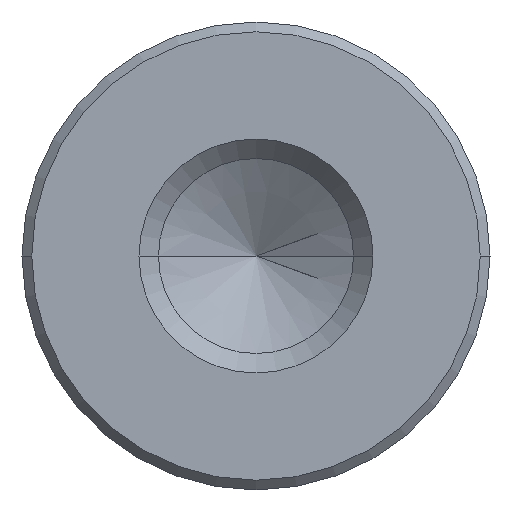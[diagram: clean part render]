
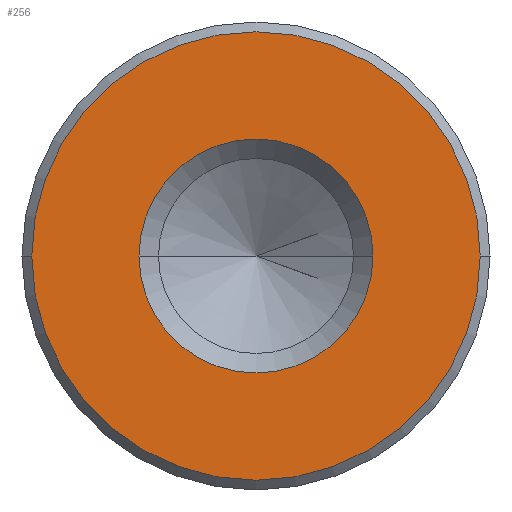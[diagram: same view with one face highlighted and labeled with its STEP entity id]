
A CAD part, left-side view. The second image highlights one B-rep face of the part: STEP entity #256.
In plain terms, the highlighted planar face has unit normal (-1, 0, 0).
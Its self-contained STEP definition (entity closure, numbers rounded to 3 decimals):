
#78=CARTESIAN_POINT('',(0.,0.,0.));
#79=DIRECTION('',(1.,0.,0.));
#80=DIRECTION('',(0.,-1.,0.));
#81=AXIS2_PLACEMENT_3D('',#78,#79,#80);
#83=CARTESIAN_POINT('',(0.,0.,0.));
#84=DIRECTION('',(1.,0.,0.));
#85=DIRECTION('',(0.,1.,0.));
#86=AXIS2_PLACEMENT_3D('',#83,#84,#85);
#88=CARTESIAN_POINT('',(0.,0.,0.));
#89=DIRECTION('',(-1.,0.,0.));
#90=DIRECTION('',(0.,1.,0.));
#91=AXIS2_PLACEMENT_3D('',#88,#89,#90);
#93=CARTESIAN_POINT('',(0.,0.,0.));
#94=DIRECTION('',(-1.,0.,0.));
#95=DIRECTION('',(0.,-1.,0.));
#96=AXIS2_PLACEMENT_3D('',#93,#94,#95);
#162=CARTESIAN_POINT('',(0.,-3.,0.));
#163=CARTESIAN_POINT('',(0.,3.,0.));
#164=VERTEX_POINT('',#162);
#165=VERTEX_POINT('',#163);
#176=CARTESIAN_POINT('',(0.,5.75,0.));
#177=CARTESIAN_POINT('',(0.,-5.75,0.));
#178=VERTEX_POINT('',#176);
#179=VERTEX_POINT('',#177);
#240=CARTESIAN_POINT('',(0.,0.,0.));
#241=DIRECTION('',(1.,0.,0.));
#242=DIRECTION('',(0.,-1.,0.));
#243=AXIS2_PLACEMENT_3D('',#240,#241,#242);
#244=PLANE('',#243);
#245=ORIENTED_EDGE('',*,*,#230,.F.);
#247=ORIENTED_EDGE('',*,*,#246,.F.);
#248=EDGE_LOOP('',(#245,#247));
#249=FACE_OUTER_BOUND('',#248,.F.);
#251=ORIENTED_EDGE('',*,*,#250,.F.);
#253=ORIENTED_EDGE('',*,*,#252,.F.);
#254=EDGE_LOOP('',(#251,#253));
#255=FACE_BOUND('',#254,.F.);
#82=CIRCLE('',#81,3.);
#87=CIRCLE('',#86,3.);
#92=CIRCLE('',#91,5.75);
#97=CIRCLE('',#96,5.75);
#230=EDGE_CURVE('',#178,#179,#92,.T.);
#246=EDGE_CURVE('',#179,#178,#97,.T.);
#250=EDGE_CURVE('',#164,#165,#82,.T.);
#252=EDGE_CURVE('',#165,#164,#87,.T.);
#256=ADVANCED_FACE('',(#249,#255),#244,.F.);
